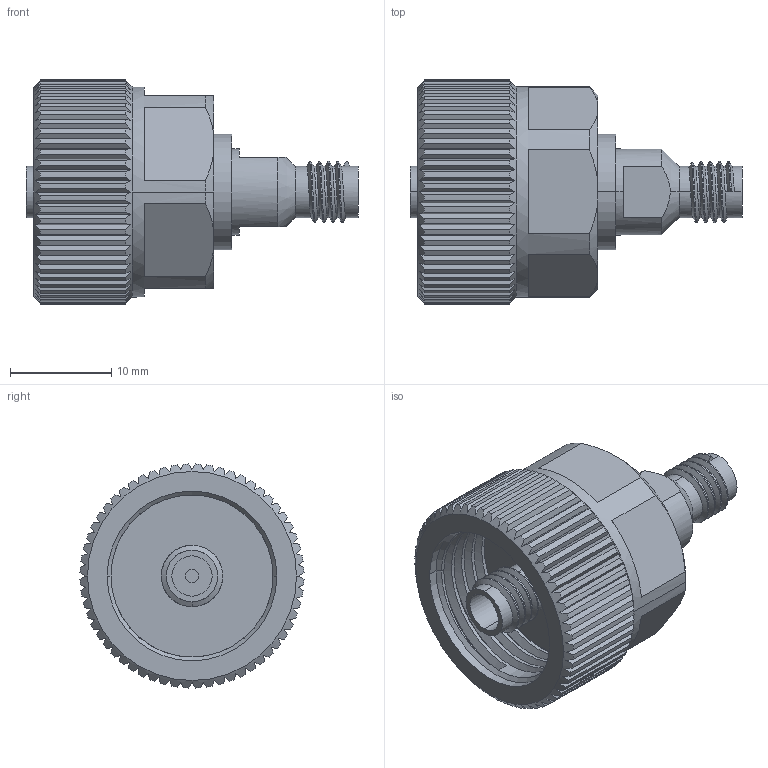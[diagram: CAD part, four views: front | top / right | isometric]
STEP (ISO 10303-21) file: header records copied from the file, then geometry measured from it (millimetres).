
FILE_DESCRIPTION (( 'STEP AP214' ), '1' );
FILE_NAME ('PE9980_3D.STEP', '2021-08-18T18:01:16', ( '' ), ( '' ), 'SwSTEP 2.0', 'SolidWorks 2021', '' );
FILE_SCHEMA (( 'AUTOMOTIVE_DESIGN' ));
Length unit declared in the file: inch
Products named in the file (1): PE9980_3D
Bounding box: 32.8 x 22.13 x 22.13 mm (x, y, z)
Volume: 5124.3 mm3; surface area: 3516.8 mm2
Topology: 1 solids, 1 shells, 284 faces, 800 edges, 527 vertices
Faces by surface type: plane 152, cylinder 108, cone 15, bspline 9
Entity records: 11498 total; most frequent: CARTESIAN_POINT 4685, ORIENTED_EDGE 1600, DIRECTION 1212, EDGE_CURVE 800, VERTEX_POINT 527, AXIS2_PLACEMENT_3D 469, EDGE_LOOP 293, ADVANCED_FACE 284
